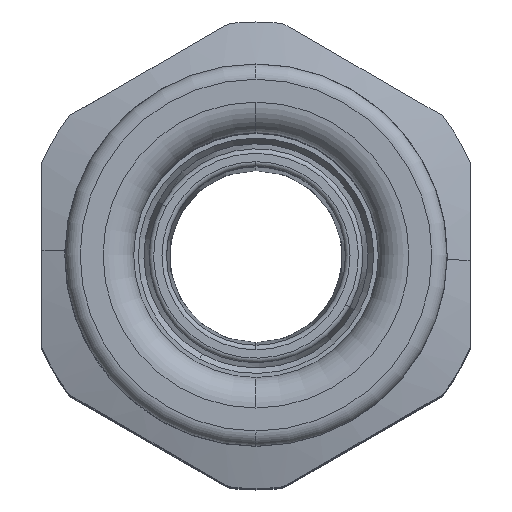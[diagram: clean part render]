
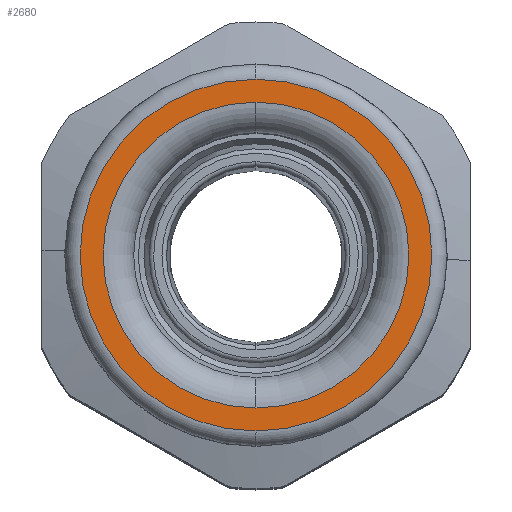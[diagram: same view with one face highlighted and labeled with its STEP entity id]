
A CAD part, top view. The second image highlights one B-rep face of the part: STEP entity #2680.
In plain terms, the highlighted planar face has unit normal (0, 0, 1).
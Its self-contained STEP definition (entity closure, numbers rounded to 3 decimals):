
#2574=AXIS2_PLACEMENT_3D('Circle Axis2P3D',#2572,#2573,$) ;
#2598=AXIS2_PLACEMENT_3D('Circle Axis2P3D',#2596,#2597,$) ;
#2656=AXIS2_PLACEMENT_3D('Plane Axis2P3D',#2653,#2654,#2655) ;
#2660=AXIS2_PLACEMENT_3D('Circle Axis2P3D',#2658,#2659,$) ;
#2669=AXIS2_PLACEMENT_3D('Circle Axis2P3D',#2667,#2668,$) ;
#2569=CARTESIAN_POINT('Vertex',(14.,25.25,82.4)) ;
#2572=CARTESIAN_POINT('Axis2P3D Location',(14.,15.25,82.4)) ;
#2576=CARTESIAN_POINT('Vertex',(14.,5.25,82.4)) ;
#2596=CARTESIAN_POINT('Axis2P3D Location',(14.,15.25,82.4)) ;
#2653=CARTESIAN_POINT('Axis2P3D Location',(14.,15.25,82.4)) ;
#2658=CARTESIAN_POINT('Axis2P3D Location',(14.,15.25,82.4)) ;
#2662=CARTESIAN_POINT('Vertex',(14.,26.75,82.4)) ;
#2664=CARTESIAN_POINT('Vertex',(14.,3.75,82.4)) ;
#2667=CARTESIAN_POINT('Axis2P3D Location',(14.,15.25,82.4)) ;
#2573=DIRECTION('Axis2P3D Direction',(0.,0.,1.)) ;
#2597=DIRECTION('Axis2P3D Direction',(0.,0.,1.)) ;
#2654=DIRECTION('Axis2P3D Direction',(0.,0.,1.)) ;
#2655=DIRECTION('Axis2P3D XDirection',(0.,1.,0.)) ;
#2659=DIRECTION('Axis2P3D Direction',(0.,0.,1.)) ;
#2668=DIRECTION('Axis2P3D Direction',(0.,0.,1.)) ;
#2673=ORIENTED_EDGE('',*,*,#2666,.T.) ;
#2674=ORIENTED_EDGE('',*,*,#2671,.T.) ;
#2677=ORIENTED_EDGE('',*,*,#2600,.F.) ;
#2678=ORIENTED_EDGE('',*,*,#2578,.F.) ;
#2679=FACE_BOUND('',#2676,.T.) ;
#2680=ADVANCED_FACE('Body',(#2675,#2679),#2657,.T.) ;
#2575=CIRCLE('generated circle',#2574,10.) ;
#2599=CIRCLE('generated circle',#2598,10.) ;
#2661=CIRCLE('generated circle',#2660,11.5) ;
#2670=CIRCLE('generated circle',#2669,11.5) ;
#2578=EDGE_CURVE('',#2570,#2577,#2575,.T.) ;
#2600=EDGE_CURVE('',#2577,#2570,#2599,.T.) ;
#2666=EDGE_CURVE('',#2663,#2665,#2661,.T.) ;
#2671=EDGE_CURVE('',#2665,#2663,#2670,.T.) ;
#2672=EDGE_LOOP('',(#2673,#2674)) ;
#2676=EDGE_LOOP('',(#2677,#2678)) ;
#2675=FACE_OUTER_BOUND('',#2672,.T.) ;
#2657=PLANE('',#2656) ;
#2570=VERTEX_POINT('',#2569) ;
#2577=VERTEX_POINT('',#2576) ;
#2663=VERTEX_POINT('',#2662) ;
#2665=VERTEX_POINT('',#2664) ;
